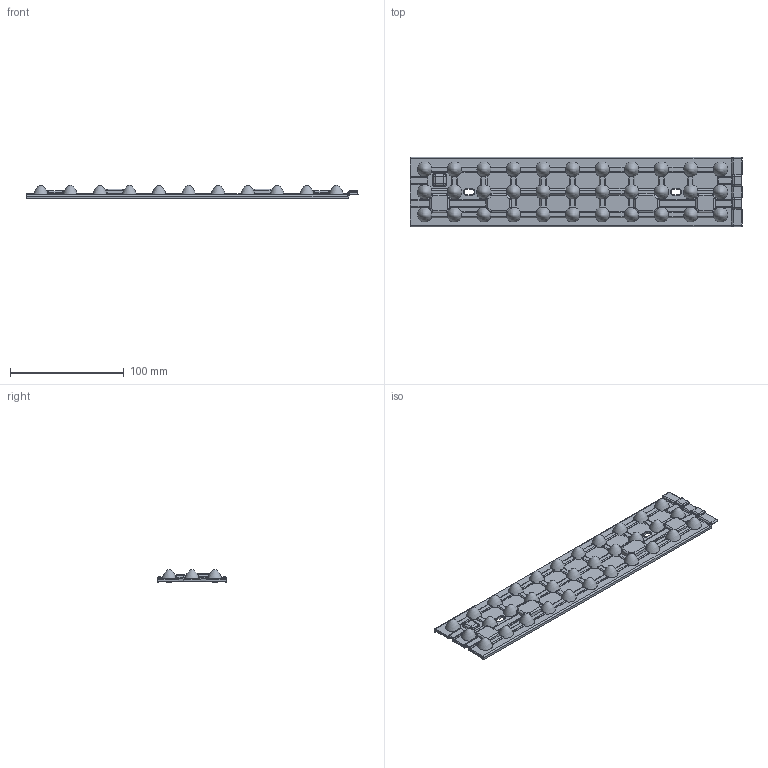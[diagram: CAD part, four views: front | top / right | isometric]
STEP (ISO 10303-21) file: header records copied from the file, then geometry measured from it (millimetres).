
FILE_DESCRIPTION (( 'STEP AP214' ), '1' );
FILE_NAME ('12926_Rev-1_NB_ASBoard_Customer.STEP', '2015-09-11T08:02:28', ( '' ), ( '' ), 'SwSTEP 2.0', 'SolidWorks 2014', '' );
FILE_SCHEMA (( 'AUTOMOTIVE_DESIGN' ));
Length unit declared in the file: millimetre
Products named in the file (1): 12926_Rev-1_NB_ASBoard_Customer
Bounding box: 292 x 61 x 11.6 mm (x, y, z)
Volume: 52488.3 mm3; surface area: 45694.8 mm2
Topology: 1 solids, 1 shells, 2324 faces, 6453 edges, 4109 vertices
Faces by surface type: plane 1141, cylinder 600, bspline 465, sphere 78, cone 30, torus 10
Entity records: 102222 total; most frequent: CARTESIAN_POINT 52019, ORIENTED_EDGE 12738, DIRECTION 7057, EDGE_CURVE 6369, VERTEX_POINT 4109, B_SPLINE_CURVE_WITH_KNOTS 3294, AXIS2_PLACEMENT_3D 2510, EDGE_LOOP 2422
